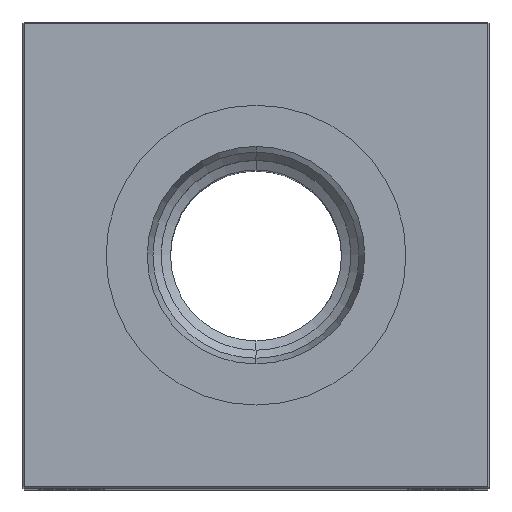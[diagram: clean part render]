
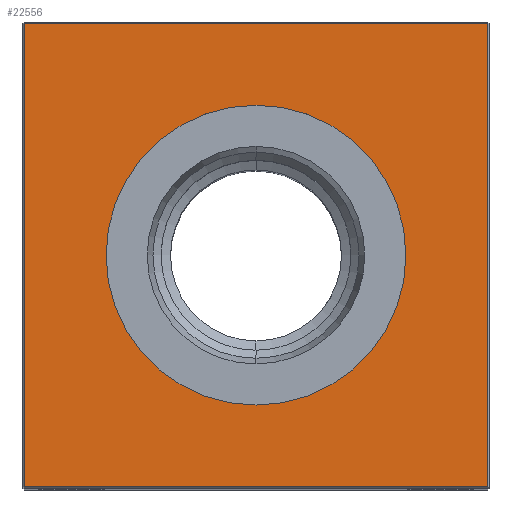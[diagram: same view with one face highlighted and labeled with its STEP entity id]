
A CAD part, top view. The second image highlights one B-rep face of the part: STEP entity #22556.
In plain terms, the highlighted planar face has unit normal (0, 0, 1).
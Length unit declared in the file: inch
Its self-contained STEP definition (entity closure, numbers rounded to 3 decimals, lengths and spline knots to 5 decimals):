
#40 = VERTEX_POINT ( 'NONE', #21063 ) ;
#182 = LINE ( 'NONE', #431, #8557 ) ;
#410 = DIRECTION ( 'NONE',  ( 0., 0., -1. ) ) ;
#431 = CARTESIAN_POINT ( 'NONE',  ( -1.49, 0., 6.25 ) ) ;
#793 = EDGE_LOOP ( 'NONE', ( #3819, #14189 ) ) ;
#1392 = DIRECTION ( 'NONE',  ( 0., 0., -1. ) ) ;
#1992 = DIRECTION ( 'NONE',  ( -1., 0., 0. ) ) ;
#2337 = AXIS2_PLACEMENT_3D ( 'NONE', #5306, #1392, #8827 ) ;
#2922 = CARTESIAN_POINT ( 'NONE',  ( 1.49, 1.49, 6.25 ) ) ;
#3394 = VECTOR ( 'NONE', #22913, 39.37008 ) ;
#3516 = EDGE_LOOP ( 'NONE', ( #19669, #12315, #5486, #4767 ) ) ;
#3819 = ORIENTED_EDGE ( 'NONE', *, *, #5774, .T. ) ;
#4197 = FACE_BOUND ( 'NONE', #793, .T. ) ;
#4767 = ORIENTED_EDGE ( 'NONE', *, *, #12987, .T. ) ;
#5306 = CARTESIAN_POINT ( 'NONE',  ( 0., 0., 6.25 ) ) ;
#5486 = ORIENTED_EDGE ( 'NONE', *, *, #9515, .T. ) ;
#5530 = VECTOR ( 'NONE', #10729, 39.37008 ) ;
#5774 = EDGE_CURVE ( 'NONE', #11590, #40, #9196, .T. ) ;
#6880 = CARTESIAN_POINT ( 'NONE',  ( 0., 0.96457, 6.25 ) ) ;
#7051 = AXIS2_PLACEMENT_3D ( 'NONE', #19574, #410, #8101 ) ;
#8101 = DIRECTION ( 'NONE',  ( -1., 0., 0. ) ) ;
#8557 = VECTOR ( 'NONE', #9881, 39.37008 ) ;
#8827 = DIRECTION ( 'NONE',  ( -1., 0., 0. ) ) ;
#9196 = CIRCLE ( 'NONE', #2337, 0.96457 ) ;
#9515 = EDGE_CURVE ( 'NONE', #18081, #23532, #17931, .T. ) ;
#9881 = DIRECTION ( 'NONE',  ( 0., -1., 0. ) ) ;
#9926 = CARTESIAN_POINT ( 'NONE',  ( -1.49, -1.49, 6.25 ) ) ;
#10608 = CARTESIAN_POINT ( 'NONE',  ( 1.49, 0., 6.25 ) ) ;
#10729 = DIRECTION ( 'NONE',  ( 0., 1., 0. ) ) ;
#11590 = VERTEX_POINT ( 'NONE', #6880 ) ;
#11812 = LINE ( 'NONE', #21153, #14530 ) ;
#11873 = PLANE ( 'NONE',  #7051 ) ;
#12315 = ORIENTED_EDGE ( 'NONE', *, *, #23928, .T. ) ;
#12987 = EDGE_CURVE ( 'NONE', #23532, #23488, #11812, .T. ) ;
#13737 = DIRECTION ( 'NONE',  ( 0., 0., -1. ) ) ;
#14014 = CARTESIAN_POINT ( 'NONE',  ( -1.49, 1.49, 6.25 ) ) ;
#14105 = CARTESIAN_POINT ( 'NONE',  ( 0., 0., 6.25 ) ) ;
#14189 = ORIENTED_EDGE ( 'NONE', *, *, #24694, .T. ) ;
#14530 = VECTOR ( 'NONE', #1992, 39.37008 ) ;
#15219 = CARTESIAN_POINT ( 'NONE',  ( 0., -1.49, 6.25 ) ) ;
#15752 = EDGE_CURVE ( 'NONE', #23488, #19907, #182, .T. ) ;
#17642 = AXIS2_PLACEMENT_3D ( 'NONE', #14105, #13737, #19790 ) ;
#17678 = FACE_OUTER_BOUND ( 'NONE', #3516, .T. ) ;
#17931 = LINE ( 'NONE', #10608, #5530 ) ;
#18081 = VERTEX_POINT ( 'NONE', #18111 ) ;
#18111 = CARTESIAN_POINT ( 'NONE',  ( 1.49, -1.49, 6.25 ) ) ;
#19574 = CARTESIAN_POINT ( 'NONE',  ( 0., 0., 6.25 ) ) ;
#19669 = ORIENTED_EDGE ( 'NONE', *, *, #15752, .T. ) ;
#19790 = DIRECTION ( 'NONE',  ( -1., 0., 0. ) ) ;
#19907 = VERTEX_POINT ( 'NONE', #9926 ) ;
#21063 = CARTESIAN_POINT ( 'NONE',  ( 0., -0.96457, 6.25 ) ) ;
#21153 = CARTESIAN_POINT ( 'NONE',  ( 0., 1.49, 6.25 ) ) ;
#22556 = ADVANCED_FACE ( 'NONE', ( #17678, #4197 ), #11873, .F. ) ;
#22668 = LINE ( 'NONE', #15219, #3394 ) ;
#22825 = CIRCLE ( 'NONE', #17642, 0.96457 ) ;
#22913 = DIRECTION ( 'NONE',  ( 1., 0., 0. ) ) ;
#23488 = VERTEX_POINT ( 'NONE', #14014 ) ;
#23532 = VERTEX_POINT ( 'NONE', #2922 ) ;
#23928 = EDGE_CURVE ( 'NONE', #19907, #18081, #22668, .T. ) ;
#24694 = EDGE_CURVE ( 'NONE', #40, #11590, #22825, .T. ) ;
